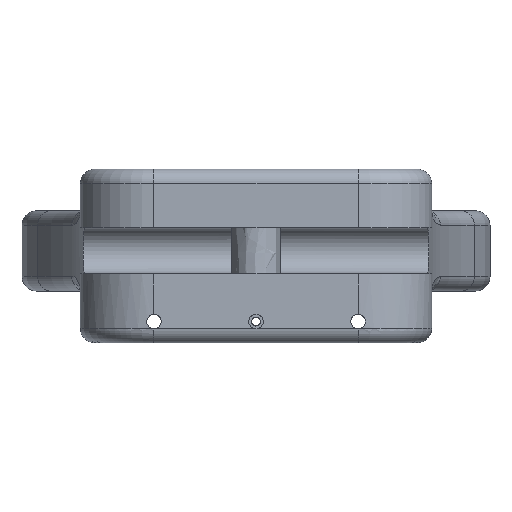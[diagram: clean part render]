
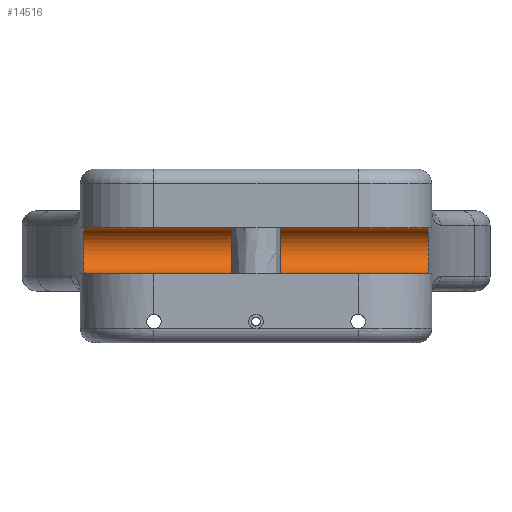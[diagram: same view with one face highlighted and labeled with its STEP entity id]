
A CAD part, front view. The second image highlights one B-rep face of the part: STEP entity #14516.
In plain terms, the highlighted cylindrical face has radius 15.75 mm (diameter 31.5 mm), a partial arc.
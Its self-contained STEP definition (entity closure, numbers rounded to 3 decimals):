
#1688=CARTESIAN_POINT('',(117.721,-222.45,15.75));
#1689=CARTESIAN_POINT('',(117.731,-221.933,15.75));
#1690=CARTESIAN_POINT('',(117.754,-220.906,15.7));
#1691=CARTESIAN_POINT('',(117.794,-219.371,15.472));
#1692=CARTESIAN_POINT('',(117.838,-217.872,15.097));
#1693=CARTESIAN_POINT('',(117.885,-216.411,14.574));
#1694=CARTESIAN_POINT('',(117.935,-215.014,13.913));
#1695=CARTESIAN_POINT('',(117.987,-213.683,13.115));
#1696=CARTESIAN_POINT('',(118.039,-212.441,12.193));
#1697=CARTESIAN_POINT('',(118.09,-211.293,11.152));
#1698=CARTESIAN_POINT('',(118.138,-210.252,10.004));
#1699=CARTESIAN_POINT('',(118.183,-209.332,8.762));
#1700=CARTESIAN_POINT('',(118.224,-208.534,7.431));
#1701=CARTESIAN_POINT('',(118.259,-207.875,6.035));
#1702=CARTESIAN_POINT('',(118.287,-207.352,4.574));
#1703=CARTESIAN_POINT('',(118.307,-206.978,3.077));
#1704=CARTESIAN_POINT('',(118.32,-206.75,1.544));
#1705=CARTESIAN_POINT('',(118.324,-206.675,
0.));
#1706=CARTESIAN_POINT('',(118.32,-206.75,
-1.544));
#1707=CARTESIAN_POINT('',(118.307,-206.978,
-3.077));
#1708=CARTESIAN_POINT('',(118.287,-207.352,
-4.574));
#1709=CARTESIAN_POINT('',(118.259,-207.875,
-6.035));
#1710=CARTESIAN_POINT('',(118.224,-208.535,
-7.431));
#1711=CARTESIAN_POINT('',(118.183,-209.332,
-8.762));
#1712=CARTESIAN_POINT('',(118.138,-210.253,
-10.004));
#1713=CARTESIAN_POINT('',(118.09,-211.293,
-11.152));
#1714=CARTESIAN_POINT('',(118.039,-212.441,
-12.193));
#1715=CARTESIAN_POINT('',(117.987,-213.683,
-13.115));
#1716=CARTESIAN_POINT('',(117.935,-215.014,
-13.913));
#1717=CARTESIAN_POINT('',(117.885,-216.411,
-14.574));
#1718=CARTESIAN_POINT('',(117.838,-217.872,
-15.097));
#1719=CARTESIAN_POINT('',(117.794,-219.371,
-15.472));
#1720=CARTESIAN_POINT('',(117.754,-220.906,
-15.7));
#1721=CARTESIAN_POINT('',(117.731,-221.934,-15.75));
#1722=CARTESIAN_POINT('',(117.721,-222.45,-15.75));
#2598=CARTESIAN_POINT('',(-117.721,-222.45,-15.75));
#2599=CARTESIAN_POINT('',(-117.731,-221.934,-15.75));
#2600=CARTESIAN_POINT('',(-117.754,-220.906,
-15.7));
#2601=CARTESIAN_POINT('',(-117.794,-219.371,
-15.472));
#2602=CARTESIAN_POINT('',(-117.838,-217.872,
-15.097));
#2603=CARTESIAN_POINT('',(-117.885,-216.411,
-14.574));
#2604=CARTESIAN_POINT('',(-117.935,-215.014,
-13.913));
#2605=CARTESIAN_POINT('',(-117.987,-213.683,
-13.115));
#2606=CARTESIAN_POINT('',(-118.039,-212.441,
-12.193));
#2607=CARTESIAN_POINT('',(-118.09,-211.293,
-11.152));
#2608=CARTESIAN_POINT('',(-118.138,-210.253,
-10.004));
#2609=CARTESIAN_POINT('',(-118.183,-209.332,
-8.762));
#2610=CARTESIAN_POINT('',(-118.224,-208.535,
-7.431));
#2611=CARTESIAN_POINT('',(-118.259,-207.875,
-6.035));
#2612=CARTESIAN_POINT('',(-118.287,-207.352,
-4.574));
#2613=CARTESIAN_POINT('',(-118.307,-206.978,
-3.077));
#2614=CARTESIAN_POINT('',(-118.32,-206.75,
-1.544));
#2615=CARTESIAN_POINT('',(-118.324,-206.675,
0.));
#2616=CARTESIAN_POINT('',(-118.32,-206.75,
1.544));
#2617=CARTESIAN_POINT('',(-118.307,-206.978,
3.077));
#2618=CARTESIAN_POINT('',(-118.287,-207.352,
4.574));
#2619=CARTESIAN_POINT('',(-118.259,-207.875,
6.035));
#2620=CARTESIAN_POINT('',(-118.224,-208.534,
7.431));
#2621=CARTESIAN_POINT('',(-118.183,-209.332,
8.762));
#2622=CARTESIAN_POINT('',(-118.138,-210.252,
10.004));
#2623=CARTESIAN_POINT('',(-118.09,-211.293,
11.152));
#2624=CARTESIAN_POINT('',(-118.039,-212.441,
12.193));
#2625=CARTESIAN_POINT('',(-117.987,-213.683,
13.115));
#2626=CARTESIAN_POINT('',(-117.935,-215.014,
13.913));
#2627=CARTESIAN_POINT('',(-117.885,-216.411,
14.574));
#2628=CARTESIAN_POINT('',(-117.838,-217.872,
15.097));
#2629=CARTESIAN_POINT('',(-117.794,-219.371,
15.472));
#2630=CARTESIAN_POINT('',(-117.754,-220.906,
15.7));
#2631=CARTESIAN_POINT('',(-117.731,-221.933,15.75));
#2632=CARTESIAN_POINT('',(-117.721,-222.45,15.75));
#4826=DIRECTION('',(-1.,0.,0.));
#4827=VECTOR('',#4826,235.442);
#4828=CARTESIAN_POINT('',(117.721,-222.45,-15.75));
#4829=LINE('',#4828,#4827);
#4860=DIRECTION('',(-1.,0.,0.));
#4861=VECTOR('',#4860,235.442);
#4862=CARTESIAN_POINT('',(117.721,-222.45,15.75));
#4863=LINE('',#4862,#4861);
#7889=VERTEX_POINT('',#1688);
#7890=VERTEX_POINT('',#1722);
#7891=VERTEX_POINT('',#2598);
#7892=VERTEX_POINT('',#2632);
#14505=CARTESIAN_POINT('',(250.,-222.45,0.));
#14506=DIRECTION('',(-1.,0.,0.));
#14507=DIRECTION('',(0.,0.,1.));
#14508=AXIS2_PLACEMENT_3D('',#14505,#14506,#14507);
#14509=CYLINDRICAL_SURFACE('',#14508,15.75);
#14510=ORIENTED_EDGE('',*,*,#10766,.T.);
#14511=ORIENTED_EDGE('',*,*,#14485,.T.);
#14512=ORIENTED_EDGE('',*,*,#12074,.T.);
#14513=ORIENTED_EDGE('',*,*,#11770,.F.);
#14514=EDGE_LOOP('',(#14510,#14511,#14512,#14513));
#14515=FACE_OUTER_BOUND('',#14514,.F.);
#14516=ADVANCED_FACE('',(#14515),#14509,.F.);
#1723=B_SPLINE_CURVE_WITH_KNOTS('',3,(#1688,#1689,#1690,#1691,#1692,#1693,#1694,
#1695,#1696,#1697,#1698,#1699,#1700,#1701,#1702,#1703,#1704,#1705,#1706,#1707,
#1708,#1709,#1710,#1711,#1712,#1713,#1714,#1715,#1716,#1717,#1718,#1719,#1720,
#1721,#1722),.UNSPECIFIED.,.F.,.F.,(4,1,1,1,1,1,1,1,1,1,1,1,1,1,1,1,1,1,1,1,1,1,
1,1,1,1,1,1,1,1,1,1,4),(0.,0.031,0.063,0.094,0.125,0.156,
0.188,0.219,0.25,0.281,0.313,0.344,0.375,0.406,
0.438,0.469,0.5,0.531,0.563,0.594,0.625,0.656,
0.688,0.719,0.75,0.781,0.813,0.844,0.875,0.906,
0.938,0.969,1.),.UNSPECIFIED.);
#2633=B_SPLINE_CURVE_WITH_KNOTS('',3,(#2598,#2599,#2600,#2601,#2602,#2603,#2604,
#2605,#2606,#2607,#2608,#2609,#2610,#2611,#2612,#2613,#2614,#2615,#2616,#2617,
#2618,#2619,#2620,#2621,#2622,#2623,#2624,#2625,#2626,#2627,#2628,#2629,#2630,
#2631,#2632),.UNSPECIFIED.,.F.,.F.,(4,1,1,1,1,1,1,1,1,1,1,1,1,1,1,1,1,1,1,1,1,1,
1,1,1,1,1,1,1,1,1,1,4),(0.,0.031,0.063,0.094,0.125,0.156,
0.188,0.219,0.25,0.281,0.313,0.344,0.375,0.406,
0.438,0.469,0.5,0.531,0.563,0.594,0.625,0.656,
0.688,0.719,0.75,0.781,0.813,0.844,0.875,0.906,
0.938,0.969,1.),.UNSPECIFIED.);
#10766=EDGE_CURVE('',#7889,#7890,#1723,.T.);
#11770=EDGE_CURVE('',#7889,#7892,#4863,.T.);
#12074=EDGE_CURVE('',#7891,#7892,#2633,.T.);
#14485=EDGE_CURVE('',#7890,#7891,#4829,.T.);
